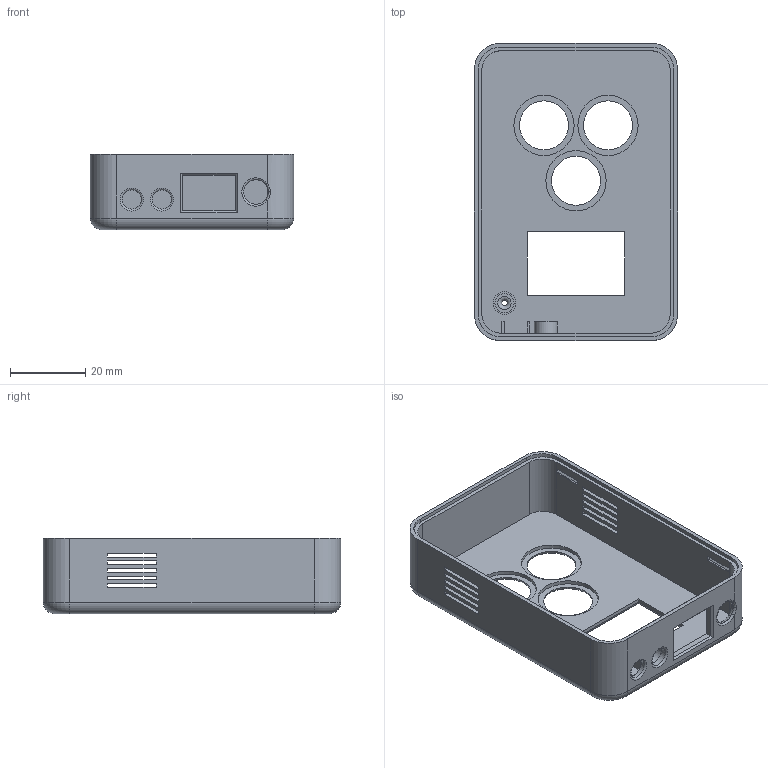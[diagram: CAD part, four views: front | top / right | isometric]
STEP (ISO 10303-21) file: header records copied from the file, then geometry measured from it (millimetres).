
FILE_DESCRIPTION(('FreeCAD Model'),'2;1');
FILE_NAME('Open CASCADE Shape Model','2026-02-20T16:27:19',('Author'),( ''),'Open CASCADE STEP processor 7.8','FreeCAD','Unknown');
FILE_SCHEMA(('AUTOMOTIVE_DESIGN { 1 0 10303 214 1 1 1 1 }'));
Length unit declared in the file: millimetre
Products named in the file (1): Корпус001
Bounding box: 54 x 79 x 20 mm (x, y, z)
Volume: 14046.2 mm3; surface area: 16637.7 mm2
Topology: 1 solids, 1 shells, 157 faces, 405 edges, 259 vertices
Faces by surface type: plane 101, cylinder 38, torus 14, bspline 4
Full cylindrical faces by diameter (mm): 1.5 x1, 5.1 x3, 5.2 x1, 6 x1, 6.1 x1, 6.5 x1, 16 x3
Entity records: 5020 total; most frequent: CARTESIAN_POINT 1054, ORIENTED_EDGE 810, DIRECTION 804, EDGE_CURVE 405, LINE 294, VECTOR 294, VERTEX_POINT 259, AXIS2_PLACEMENT_3D 255
